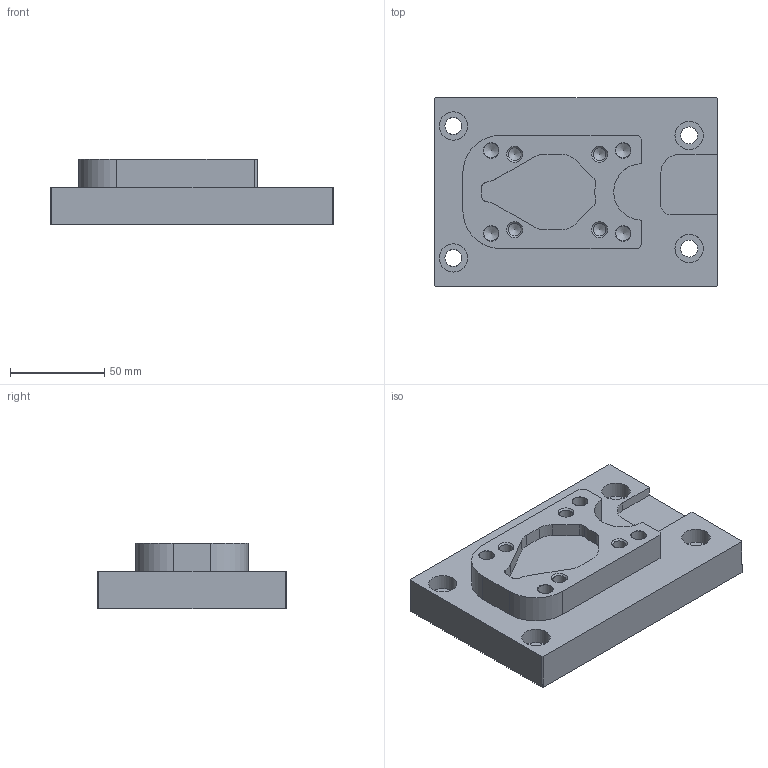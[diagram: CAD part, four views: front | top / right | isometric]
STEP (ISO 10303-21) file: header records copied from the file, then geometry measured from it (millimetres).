
FILE_DESCRIPTION(/* description */ (''),/* implementation_level */ '2;1');
FILE_NAME(/* name */ '2d Milling Training.step',/* time_stamp */ '2018-04-19T10:00:40-04:00',/* author */ (''),/* organization */ (''),/* preprocessor_version */ 'ST-DEVELOPER v16.13',/* originating_system */ 'Autodesk Translation Framework v6.5.0.72',/* authorisation */ '');
FILE_SCHEMA (('AUTOMOTIVE_DESIGN { 1 0 10303 214 3 1 1 }'));
Length unit declared in the file: millimetre
Products named in the file (1): FusionComponent
Bounding box: 150 x 100 x 35 mm (x, y, z)
Volume: 344454.5 mm3; surface area: 52287.1 mm2
Topology: 1 solids, 1 shells, 96 faces, 284 edges, 200 vertices
Faces by surface type: cylinder 38, plane 38, cone 20
Full cylindrical faces by diameter (mm): 6.8 x4, 8 x4, 9 x4, 10 x4, 15 x4
Entity records: 3333 total; most frequent: DIRECTION 610, CARTESIAN_POINT 573, ORIENTED_EDGE 552, EDGE_CURVE 276, AXIS2_PLACEMENT_3D 237, VERTEX_POINT 200, CIRCLE 140, LINE 136
